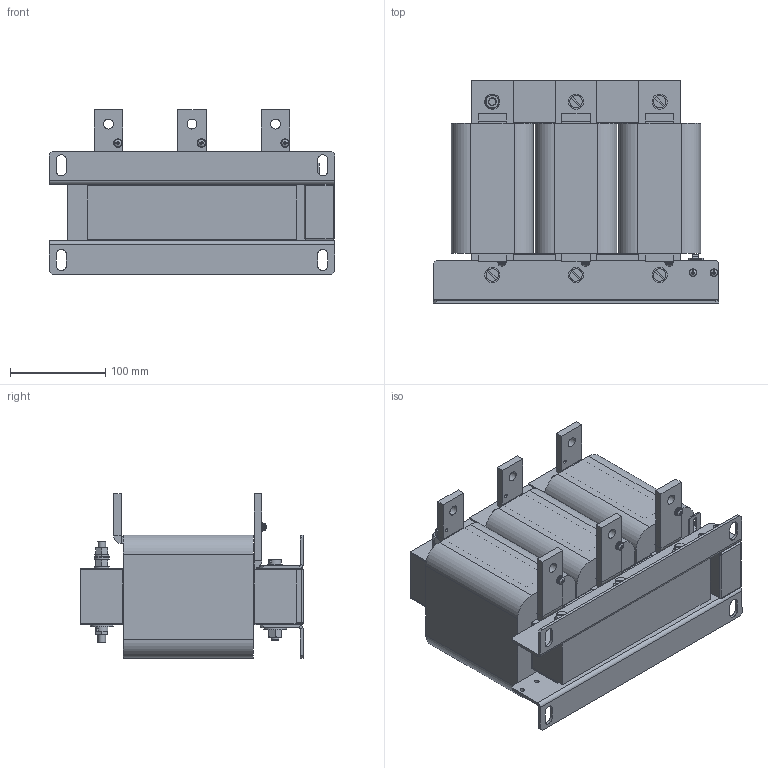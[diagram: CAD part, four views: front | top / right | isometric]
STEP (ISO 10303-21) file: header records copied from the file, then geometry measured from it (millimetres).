
FILE_DESCRIPTION (( 'STEP AP214' ), '1' );
FILE_NAME ('130B2847.STEP', '2015-02-12T10:08:54', ( 'EDV' ), ( 'Microsoft' ), 'SwSTEP 2.0', 'SolidWorks 2014', '' );
FILE_SCHEMA (( 'AUTOMOTIVE_DESIGN' ));
Length unit declared in the file: millimetre
Products named in the file (24): plain washer grade a_din_Washer DIN 125 - A 8.4; plain washer grade a_din_Washer DIN 125 - A 4.3; #020-1720; M8x80-DIN84; M8x90-DIN84; curved spring lock washer_din_Spring washer DIN 128 - A8; Verguss f黵 #020-1720; Wickel B 0908114; pan head cross recess screw_din_ISO 7045 - M4 x 10 - Z --- 10N; #142-0041; plain washer large_din_Washer DIN 9021 - 8.4; 130B2847; Luftspalt 2 f黵 B 0908114; #700-1261; #143-0134; Luftspalt 1 f黵 B 0908114; Luftspalt 3 f黵 B 0908114; hex nut gradec_din_Hexagon Nut ISO 4034 - M8 - N; D58; #040-1210; pan head cross recess screw_din_ISO 7045 - M4 x 8 - Z --- 8N; #700-1260; curved spring lock washer_din_Spring washer DIN 128 - A4
Assembly tree (91 placements, depth 2):
  130B2847
    #142-0041
    Luftspalt 1 f黵 B 0908114
    Luftspalt 2 f黵 B 0908114
    #143-0134  x15
    Luftspalt 3 f黵 B 0908114  x12
    #142-0041
    #040-1210  x2
    #020-1720
    D58  x6
    #700-1260  x3
    #700-1261  x3
    hex nut gradec_din_Hexagon Nut ISO 4034 - M8 - N  x7
    plain washer grade a_din_Washer DIN 125 - A 8.4  x8
    plain washer large_din_Washer DIN 9021 - 8.4  x6
    curved spring lock washer_din_Spring washer DIN 128 - A8
    pan head cross recess screw_din_ISO 7045 - M4 x 10 - Z --- 10N  x2
    curved spring lock washer_din_Spring washer DIN 128 - A4  x5
    pan head cross recess screw_din_ISO 7045 - M4 x 8 - Z --- 8N  x3
    plain washer grade a_din_Washer DIN 125 - A 4.3  x3
    M8x80-DIN84  x5
    M8x90-DIN84
    Verguss f黵 #020-1720
    Wickel B 0908114  x3
Bounding box: 300 x 233.8 x 173 mm (x, y, z)
Volume: 6035759.1 mm3; surface area: 1029078.4 mm2
Topology: 91 solids, 91 shells, 1273 faces, 2897 edges, 1845 vertices
Faces by surface type: plane 853, cylinder 185, cone 129, bspline 79, torus 22, sphere 5
Full cylindrical faces by diameter (mm): 3.7 x6, 4 x7, 4.3 x3, 4.5 x4, 5.757 x1, 6 x2, 6.8 x7, 8 x18, 8.4 x14, 9 x3, 10 x6, 10.5 x6, 11 x12, 13 x6, 16 x8, 24 x6
Entity records: 25298 total; most frequent: CARTESIAN_POINT 8212, ORIENTED_EDGE 2738, DIRECTION 2594, EDGE_CURVE 1369, VECTOR 940, LINE 940, VERTEX_POINT 905, AXIS2_PLACEMENT_3D 827
